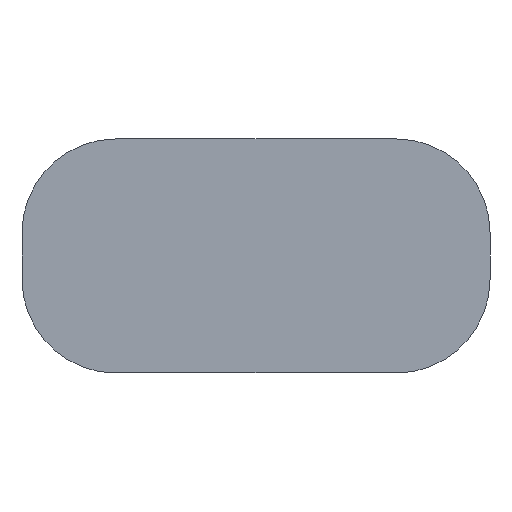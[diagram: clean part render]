
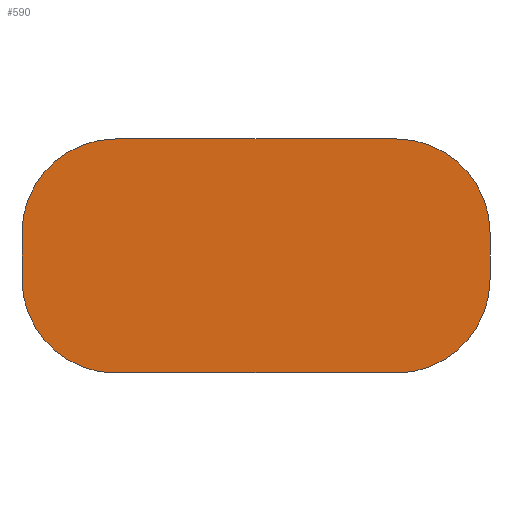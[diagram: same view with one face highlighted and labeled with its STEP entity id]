
A CAD part, front view. The second image highlights one B-rep face of the part: STEP entity #590.
In plain terms, the highlighted planar face has unit normal (0, -1, 0).
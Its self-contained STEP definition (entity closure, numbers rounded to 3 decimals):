
#16 = ORIENTED_EDGE ( 'NONE', *, *, #185, .F. ) ;
#73 = CIRCLE ( 'NONE', #1007, 10. ) ;
#84 = DIRECTION ( 'NONE',  ( 0., 0., -1. ) ) ;
#91 = LINE ( 'NONE', #559, #1390 ) ;
#143 = CARTESIAN_POINT ( 'NONE',  ( -15., 0., -12.5 ) ) ;
#170 = CARTESIAN_POINT ( 'NONE',  ( -25., 0., 2.5 ) ) ;
#177 = EDGE_CURVE ( 'NONE', #230, #465, #665, .T. ) ;
#185 = EDGE_CURVE ( 'NONE', #523, #866, #821, .T. ) ;
#213 = EDGE_CURVE ( 'NONE', #1135, #230, #412, .T. ) ;
#230 = VERTEX_POINT ( 'NONE', #906 ) ;
#231 = DIRECTION ( 'NONE',  ( 0., 0., -1. ) ) ;
#256 = VERTEX_POINT ( 'NONE', #1039 ) ;
#268 = CARTESIAN_POINT ( 'NONE',  ( 15., 0., 12.5 ) ) ;
#272 = CARTESIAN_POINT ( 'NONE',  ( 25., 0., -2.5 ) ) ;
#295 = DIRECTION ( 'NONE',  ( 0., 0., 1. ) ) ;
#299 = DIRECTION ( 'NONE',  ( 0., 0., -1. ) ) ;
#323 = DIRECTION ( 'NONE',  ( 0., 0., -1. ) ) ;
#324 = VERTEX_POINT ( 'NONE', #268 ) ;
#342 = EDGE_CURVE ( 'NONE', #1255, #324, #1418, .T. ) ;
#356 = CARTESIAN_POINT ( 'NONE',  ( -15., 0., -12.5 ) ) ;
#358 = AXIS2_PLACEMENT_3D ( 'NONE', #677, #912, #1104 ) ;
#365 = AXIS2_PLACEMENT_3D ( 'NONE', #1263, #490, #231 ) ;
#395 = CARTESIAN_POINT ( 'NONE',  ( -15., 0., 12.5 ) ) ;
#396 = DIRECTION ( 'NONE',  ( 0., 0., 1. ) ) ;
#412 = CIRCLE ( 'NONE', #414, 10. ) ;
#414 = AXIS2_PLACEMENT_3D ( 'NONE', #659, #645, #84 ) ;
#448 = CARTESIAN_POINT ( 'NONE',  ( -25., 0., 2.5 ) ) ;
#465 = VERTEX_POINT ( 'NONE', #448 ) ;
#490 = DIRECTION ( 'NONE',  ( 0., 1., 0. ) ) ;
#497 = LINE ( 'NONE', #356, #846 ) ;
#510 = VECTOR ( 'NONE', #1308, 1000. ) ;
#523 = VERTEX_POINT ( 'NONE', #272 ) ;
#559 = CARTESIAN_POINT ( 'NONE',  ( 25., 0., 2.5 ) ) ;
#573 = EDGE_LOOP ( 'NONE', ( #1445, #1210, #1311, #927, #16, #1223, #1276, #819 ) ) ;
#586 = AXIS2_PLACEMENT_3D ( 'NONE', #1415, #1188, #299 ) ;
#590 = ADVANCED_FACE ( 'NONE', ( #740 ), #759, .T. ) ;
#605 = DIRECTION ( 'NONE',  ( -1., 0., 0. ) ) ;
#645 = DIRECTION ( 'NONE',  ( 0., 1., 0. ) ) ;
#659 = CARTESIAN_POINT ( 'NONE',  ( -15., 0., -2.5 ) ) ;
#665 = LINE ( 'NONE', #170, #1457 ) ;
#677 = CARTESIAN_POINT ( 'NONE',  ( 15., 0., -2.5 ) ) ;
#712 = EDGE_CURVE ( 'NONE', #256, #523, #91, .T. ) ;
#733 = EDGE_CURVE ( 'NONE', #866, #1135, #497, .T. ) ;
#740 = FACE_OUTER_BOUND ( 'NONE', #573, .T. ) ;
#759 = PLANE ( 'NONE',  #586 ) ;
#774 = CARTESIAN_POINT ( 'NONE',  ( -15., 0., 12.5 ) ) ;
#819 = ORIENTED_EDGE ( 'NONE', *, *, #342, .F. ) ;
#821 = CIRCLE ( 'NONE', #358, 10. ) ;
#846 = VECTOR ( 'NONE', #605, 1000. ) ;
#866 = VERTEX_POINT ( 'NONE', #1220 ) ;
#906 = CARTESIAN_POINT ( 'NONE',  ( -25., 0., -2.5 ) ) ;
#912 = DIRECTION ( 'NONE',  ( 0., 1., 0. ) ) ;
#927 = ORIENTED_EDGE ( 'NONE', *, *, #733, .F. ) ;
#950 = DIRECTION ( 'NONE',  ( 0., 1., 0. ) ) ;
#1007 = AXIS2_PLACEMENT_3D ( 'NONE', #1063, #950, #396 ) ;
#1039 = CARTESIAN_POINT ( 'NONE',  ( 25., 0., 2.5 ) ) ;
#1063 = CARTESIAN_POINT ( 'NONE',  ( 15., 0., 2.5 ) ) ;
#1067 = EDGE_CURVE ( 'NONE', #465, #1255, #1347, .T. ) ;
#1104 = DIRECTION ( 'NONE',  ( 0., 0., -1. ) ) ;
#1113 = EDGE_CURVE ( 'NONE', #324, #256, #73, .T. ) ;
#1135 = VERTEX_POINT ( 'NONE', #143 ) ;
#1188 = DIRECTION ( 'NONE',  ( 0., -1., 0. ) ) ;
#1210 = ORIENTED_EDGE ( 'NONE', *, *, #177, .F. ) ;
#1220 = CARTESIAN_POINT ( 'NONE',  ( 15., 0., -12.5 ) ) ;
#1223 = ORIENTED_EDGE ( 'NONE', *, *, #712, .F. ) ;
#1255 = VERTEX_POINT ( 'NONE', #774 ) ;
#1263 = CARTESIAN_POINT ( 'NONE',  ( -15., 0., 2.5 ) ) ;
#1276 = ORIENTED_EDGE ( 'NONE', *, *, #1113, .F. ) ;
#1308 = DIRECTION ( 'NONE',  ( 1., 0., 0. ) ) ;
#1311 = ORIENTED_EDGE ( 'NONE', *, *, #213, .F. ) ;
#1347 = CIRCLE ( 'NONE', #365, 10. ) ;
#1390 = VECTOR ( 'NONE', #323, 1000. ) ;
#1415 = CARTESIAN_POINT ( 'NONE',  ( -15., 0., 2.5 ) ) ;
#1418 = LINE ( 'NONE', #395, #510 ) ;
#1445 = ORIENTED_EDGE ( 'NONE', *, *, #1067, .F. ) ;
#1457 = VECTOR ( 'NONE', #295, 1000. ) ;
